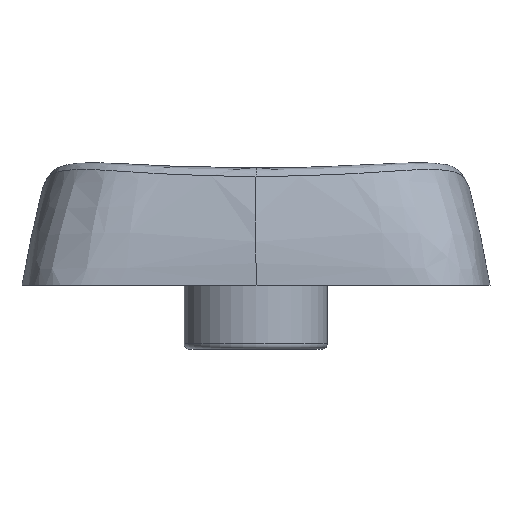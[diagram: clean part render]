
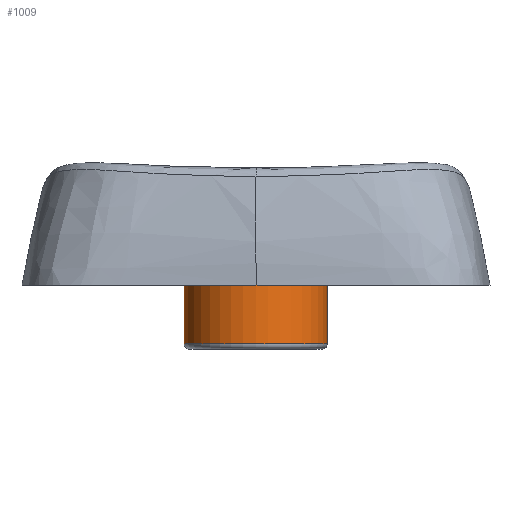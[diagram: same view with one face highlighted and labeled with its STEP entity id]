
A CAD part, front view. The second image highlights one B-rep face of the part: STEP entity #1009.
In plain terms, the highlighted cylindrical face has radius 2.75 mm (diameter 5.5 mm), a full revolution.
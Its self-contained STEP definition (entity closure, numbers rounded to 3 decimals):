
#149=FACE_OUTER_BOUND('',#198,.T.);
#198=EDGE_LOOP('',(#761,#762,#763,#764));
#251=CIRCLE('',#1095,2.75);
#252=CIRCLE('',#1097,2.75);
#297=LINE('',#1485,#350);
#350=VECTOR('',#1261,2.75);
#406=VERTEX_POINT('',#1480);
#407=VERTEX_POINT('',#1484);
#550=EDGE_CURVE('',#406,#406,#251,.T.);
#551=EDGE_CURVE('',#406,#407,#297,.T.);
#552=EDGE_CURVE('',#407,#407,#252,.T.);
#761=ORIENTED_EDGE('',*,*,#550,.F.);
#762=ORIENTED_EDGE('',*,*,#551,.T.);
#763=ORIENTED_EDGE('',*,*,#552,.F.);
#764=ORIENTED_EDGE('',*,*,#551,.F.);
#980=CYLINDRICAL_SURFACE('',#1096,2.75);
#1009=ADVANCED_FACE('',(#149),#980,.T.);
#1095=AXIS2_PLACEMENT_3D('',#1482,#1257,#1258);
#1096=AXIS2_PLACEMENT_3D('',#1483,#1259,#1260);
#1097=AXIS2_PLACEMENT_3D('',#1486,#1262,#1263);
#1257=DIRECTION('center_axis',(0.,0.,
-1.));
#1258=DIRECTION('ref_axis',(-1.,0.,0.));
#1259=DIRECTION('center_axis',(0.,0.,
-1.));
#1260=DIRECTION('ref_axis',(-1.,0.,0.));
#1261=DIRECTION('',(0.,0.,1.));
#1262=DIRECTION('center_axis',(0.,0.,
1.));
#1263=DIRECTION('ref_axis',(-1.,0.,0.));
#1480=CARTESIAN_POINT('',(2.738,0.004,-3.1));
#1482=CARTESIAN_POINT('Origin',(-0.012,0.004,
-3.1));
#1483=CARTESIAN_POINT('Origin',(-0.012,0.004,
0.));
#1484=CARTESIAN_POINT('',(2.738,0.004,-0.25));
#1485=CARTESIAN_POINT('',(2.738,0.004,0.));
#1486=CARTESIAN_POINT('Origin',(-0.012,0.004,
-0.25));
